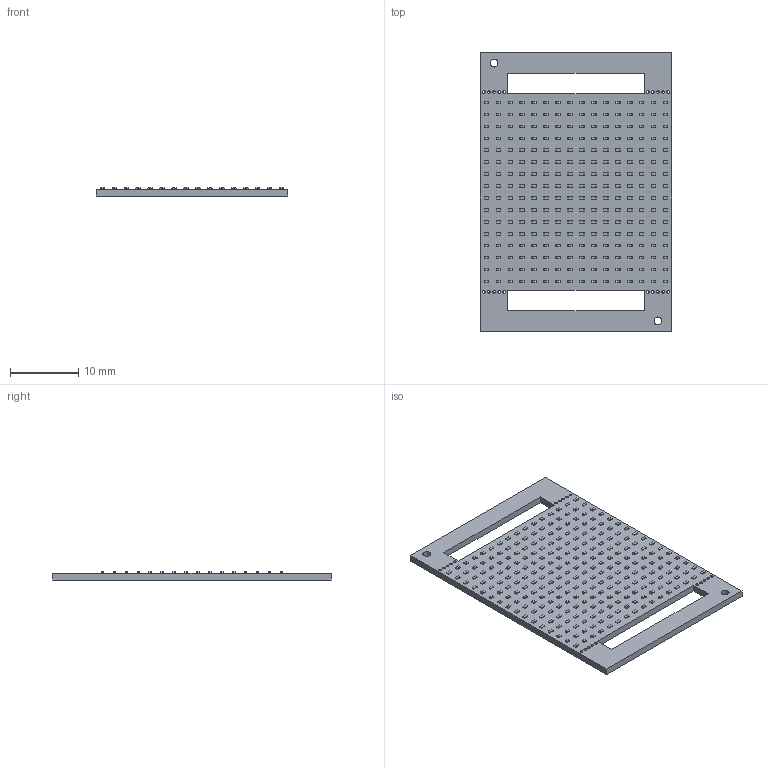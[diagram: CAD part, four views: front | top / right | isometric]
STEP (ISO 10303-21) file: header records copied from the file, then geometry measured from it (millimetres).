
FILE_DESCRIPTION(('KiCad electronic assembly'),'2;1');
FILE_NAME('rgb-led-panel.step','2021-11-28T04:06:36',('An Author'),( 'A Company'),'Open CASCADE STEP processor 7.5', 'KiCad to STEP converter','Unknown');
FILE_SCHEMA(('AUTOMOTIVE_DESIGN { 1 0 10303 214 1 1 1 1 }'));
Length unit declared in the file: millimetre
Products named in the file (4): Open CASCADE STEP translator 7.5 1; LED_0201_0603Metric; SOLID; COMPOUND
Assembly tree (258 placements, depth 3):
  Open CASCADE STEP translator 7.5 1
    LED_0201_0603Metric  x256
      SOLID
    COMPOUND
Bounding box: 28 x 40.75 x 1.2 mm (x, y, z)
Volume: 1027.2 mm3; surface area: 2506.9 mm2
Topology: 257 solids, 257 shells, 6180 faces, 13670 edges, 8772 vertices
Faces by surface type: plane 6158, cylinder 22
Full cylindrical faces by diameter (mm): 0.4 x20, 1.152 x2
Entity records: 6367 total; most frequent: CARTESIAN_POINT 1150, DIRECTION 1103, LINE 377, VECTOR 377, AXIS2_PLACEMENT_3D 363, ORIENTED_EDGE 310, PCURVE 310, DEFINITIONAL_REPRESENTATION 310
